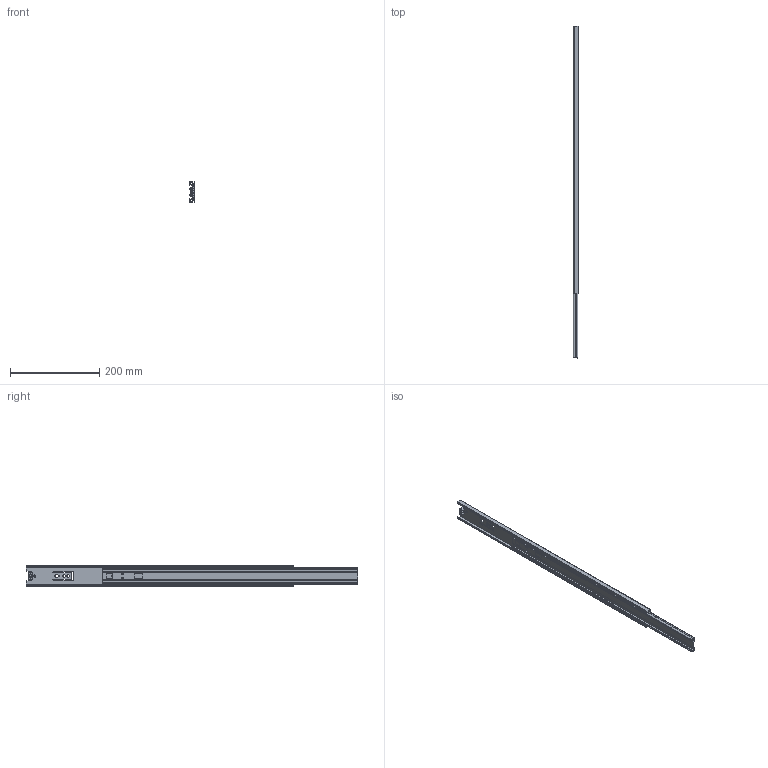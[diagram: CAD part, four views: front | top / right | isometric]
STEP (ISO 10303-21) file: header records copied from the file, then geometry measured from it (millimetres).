
FILE_DESCRIPTION(('CATIA V5 STEP Exchange'),'2;1');
FILE_NAME('slide 3.stp','2021-06-12T13:54:03+00:00',('none'),('none'),'CATIA Version 5 Release 21 GA (IN-10)','CATIA V5 STEP AP203','none');
FILE_SCHEMA(('CONFIG_CONTROL_DESIGN'));
Length unit declared in the file: millimetre
Products named in the file (1): 2021_06_12_15_06_33_0669
Bounding box: 12.15 x 744.24 x 45.72 mm (x, y, z)
Volume: 108581.7 mm3; surface area: 149786.4 mm2
Topology: 2 solids, 2 shells, 237 faces, 688 edges, 454 vertices
Faces by surface type: plane 137, cylinder 100
Entity records: 9956 total; most frequent: CARTESIAN_POINT 3812, ORIENTED_EDGE 1376, DIRECTION 1029, EDGE_CURVE 688, VECTOR 484, LINE 484, VERTEX_POINT 454, AXIS2_PLACEMENT_3D 309
